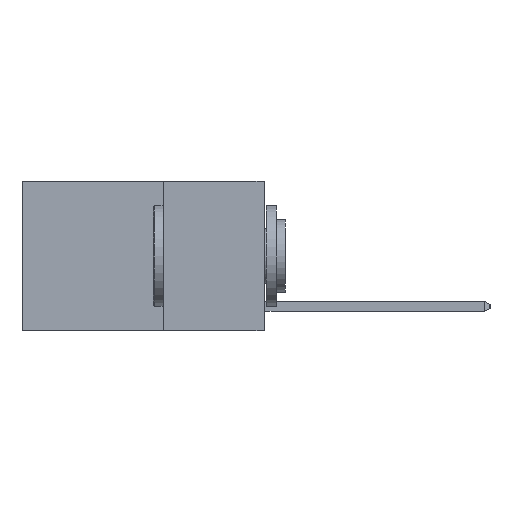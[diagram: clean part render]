
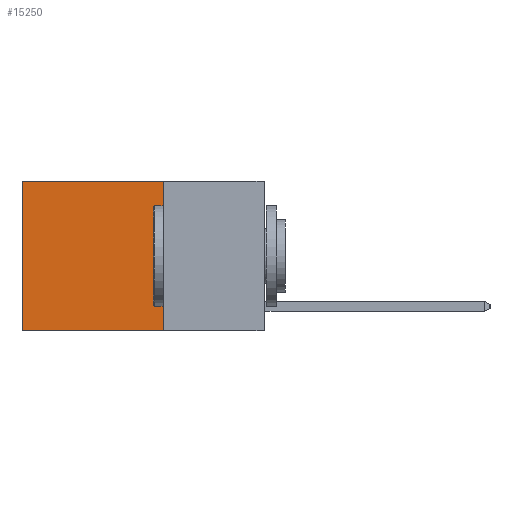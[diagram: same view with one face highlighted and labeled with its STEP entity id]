
A CAD part, left-side view. The second image highlights one B-rep face of the part: STEP entity #15250.
In plain terms, the highlighted planar face has unit normal (-1, 0, 0).
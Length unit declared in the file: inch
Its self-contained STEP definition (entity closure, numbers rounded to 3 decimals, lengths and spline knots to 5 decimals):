
#431 = VECTOR ( 'NONE', #11802, 39.37008 ) ;
#486 = VERTEX_POINT ( 'NONE', #3582 ) ;
#1394 = VERTEX_POINT ( 'NONE', #13416 ) ;
#1494 = EDGE_CURVE ( 'NONE', #486, #7162, #13506, .T. ) ;
#2005 = PLANE ( 'NONE',  #6126 ) ;
#2135 = DIRECTION ( 'NONE',  ( 0., 0., -1. ) ) ;
#2197 = CARTESIAN_POINT ( 'NONE',  ( 0.2625, 0.6, 0. ) ) ;
#2201 = VECTOR ( 'NONE', #4675, 39.37008 ) ;
#3359 = FACE_OUTER_BOUND ( 'NONE', #6240, .T. ) ;
#3582 = CARTESIAN_POINT ( 'NONE',  ( 0.2625, 0.6, 0. ) ) ;
#4675 = DIRECTION ( 'NONE',  ( 0., 1., 0. ) ) ;
#4719 = EDGE_CURVE ( 'NONE', #6678, #486, #5561, .T. ) ;
#5256 = ORIENTED_EDGE ( 'NONE', *, *, #13903, .F. ) ;
#5561 = LINE ( 'NONE', #15352, #14576 ) ;
#6126 = AXIS2_PLACEMENT_3D ( 'NONE', #7025, #15584, #8271 ) ;
#6240 = EDGE_LOOP ( 'NONE', ( #8574, #11544, #5256, #9156 ) ) ;
#6678 = VERTEX_POINT ( 'NONE', #10603 ) ;
#6784 = DIRECTION ( 'NONE',  ( 0., 1., 0. ) ) ;
#7025 = CARTESIAN_POINT ( 'NONE',  ( 0.2625, 0.25, 0. ) ) ;
#7162 = VERTEX_POINT ( 'NONE', #10284 ) ;
#8271 = DIRECTION ( 'NONE',  ( 0., 0., -1. ) ) ;
#8574 = ORIENTED_EDGE ( 'NONE', *, *, #1494, .T. ) ;
#9156 = ORIENTED_EDGE ( 'NONE', *, *, #4719, .T. ) ;
#10284 = CARTESIAN_POINT ( 'NONE',  ( 0.2625, 0.6, -0.37 ) ) ;
#10319 = LINE ( 'NONE', #10569, #431 ) ;
#10569 = CARTESIAN_POINT ( 'NONE',  ( 0.2625, 0.25, 0. ) ) ;
#10603 = CARTESIAN_POINT ( 'NONE',  ( 0.2625, 0.25, 0. ) ) ;
#10614 = VECTOR ( 'NONE', #2135, 39.37008 ) ;
#11544 = ORIENTED_EDGE ( 'NONE', *, *, #14015, .F. ) ;
#11651 = LINE ( 'NONE', #12015, #2201 ) ;
#11802 = DIRECTION ( 'NONE',  ( 0., 0., -1. ) ) ;
#12015 = CARTESIAN_POINT ( 'NONE',  ( 0.2625, 0.25, -0.37 ) ) ;
#13416 = CARTESIAN_POINT ( 'NONE',  ( 0.2625, 0.25, -0.37 ) ) ;
#13506 = LINE ( 'NONE', #2197, #10614 ) ;
#13903 = EDGE_CURVE ( 'NONE', #6678, #1394, #10319, .T. ) ;
#14015 = EDGE_CURVE ( 'NONE', #1394, #7162, #11651, .T. ) ;
#14576 = VECTOR ( 'NONE', #6784, 39.37008 ) ;
#15250 = ADVANCED_FACE ( 'NONE', ( #3359 ), #2005, .F. ) ;
#15352 = CARTESIAN_POINT ( 'NONE',  ( 0.2625, 0.25, 0. ) ) ;
#15584 = DIRECTION ( 'NONE',  ( 1., 0., 0. ) ) ;
